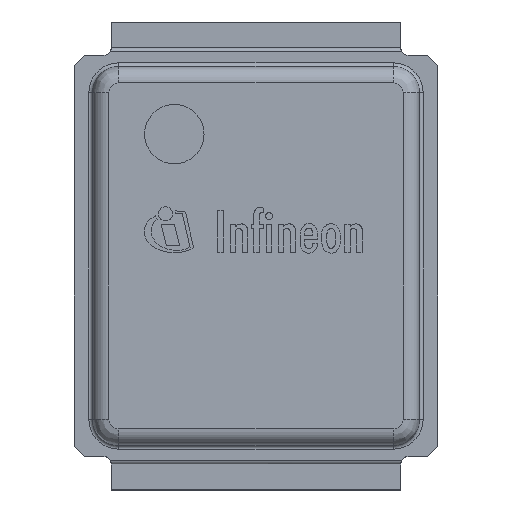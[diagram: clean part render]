
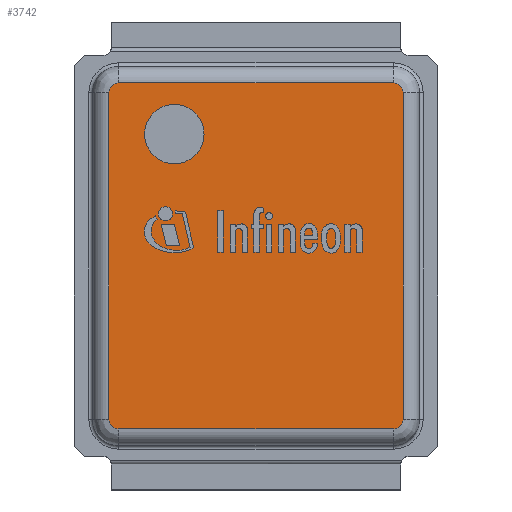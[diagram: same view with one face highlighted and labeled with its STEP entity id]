
A CAD part, top view. The second image highlights one B-rep face of the part: STEP entity #3742.
In plain terms, the highlighted planar face has unit normal (0, 0, 1).
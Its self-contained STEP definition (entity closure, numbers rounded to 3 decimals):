
#153=FACE_BOUND('',#730,.T.);
#172=CIRCLE('',#3983,0.4);
#185=CIRCLE('',#4012,0.129);
#186=CIRCLE('',#4013,0.129);
#187=CIRCLE('',#4014,0.129);
#188=CIRCLE('',#4015,0.129);
#490=FACE_OUTER_BOUND('',#729,.T.);
#729=EDGE_LOOP('',(#3209,#3210,#3211,#3212,#3213,#3214,#3215,#3216));
#730=EDGE_LOOP('',(#3217));
#1127=LINE('',#6781,#1492);
#1128=LINE('',#6785,#1493);
#1129=LINE('',#6789,#1494);
#1130=LINE('',#6793,#1495);
#1492=VECTOR('',#4843,1000.);
#1493=VECTOR('',#4846,1000.);
#1494=VECTOR('',#4849,1000.);
#1495=VECTOR('',#4852,1000.);
#1781=VERTEX_POINT('',#6643);
#1834=VERTEX_POINT('',#6779);
#1835=VERTEX_POINT('',#6780);
#1836=VERTEX_POINT('',#6782);
#1837=VERTEX_POINT('',#6784);
#1838=VERTEX_POINT('',#6786);
#1839=VERTEX_POINT('',#6788);
#1840=VERTEX_POINT('',#6790);
#1841=VERTEX_POINT('',#6792);
#2238=EDGE_CURVE('',#1781,#1781,#172,.T.);
#2305=EDGE_CURVE('',#1834,#1835,#1127,.T.);
#2306=EDGE_CURVE('',#1835,#1836,#185,.T.);
#2307=EDGE_CURVE('',#1836,#1837,#1128,.T.);
#2308=EDGE_CURVE('',#1837,#1838,#186,.T.);
#2309=EDGE_CURVE('',#1838,#1839,#1129,.T.);
#2310=EDGE_CURVE('',#1839,#1840,#187,.T.);
#2311=EDGE_CURVE('',#1840,#1841,#1130,.T.);
#2312=EDGE_CURVE('',#1841,#1834,#188,.T.);
#3209=ORIENTED_EDGE('',*,*,#2305,.T.);
#3210=ORIENTED_EDGE('',*,*,#2306,.T.);
#3211=ORIENTED_EDGE('',*,*,#2307,.T.);
#3212=ORIENTED_EDGE('',*,*,#2308,.T.);
#3213=ORIENTED_EDGE('',*,*,#2309,.T.);
#3214=ORIENTED_EDGE('',*,*,#2310,.T.);
#3215=ORIENTED_EDGE('',*,*,#2311,.T.);
#3216=ORIENTED_EDGE('',*,*,#2312,.T.);
#3217=ORIENTED_EDGE('',*,*,#2238,.F.);
#3553=PLANE('',#4011);
#3742=ADVANCED_FACE('',(#490,#153),#3553,.T.);
#3983=AXIS2_PLACEMENT_3D('',#6644,#4731,#4732);
#4011=AXIS2_PLACEMENT_3D('',#6778,#4841,#4842);
#4012=AXIS2_PLACEMENT_3D('',#6783,#4844,#4845);
#4013=AXIS2_PLACEMENT_3D('',#6787,#4847,#4848);
#4014=AXIS2_PLACEMENT_3D('',#6791,#4850,#4851);
#4015=AXIS2_PLACEMENT_3D('',#6794,#4853,#4854);
#4731=DIRECTION('center_axis',(0.,0.,1.));
#4732=DIRECTION('ref_axis',(1.,0.,0.));
#4841=DIRECTION('center_axis',(0.,0.,1.));
#4842=DIRECTION('ref_axis',(1.,0.,0.));
#4843=DIRECTION('',(-1.,0.,0.));
#4844=DIRECTION('center_axis',(0.,0.,1.));
#4845=DIRECTION('ref_axis',(1.,0.,0.));
#4846=DIRECTION('',(0.,-1.,0.));
#4847=DIRECTION('center_axis',(0.,0.,1.));
#4848=DIRECTION('ref_axis',(1.,0.,0.));
#4849=DIRECTION('',(1.,0.,0.));
#4850=DIRECTION('center_axis',(0.,0.,1.));
#4851=DIRECTION('ref_axis',(1.,0.,0.));
#4852=DIRECTION('',(0.,1.,0.));
#4853=DIRECTION('center_axis',(0.,0.,1.));
#4854=DIRECTION('ref_axis',(1.,0.,0.));
#6643=CARTESIAN_POINT('',(-0.7,1.64,0.7));
#6644=CARTESIAN_POINT('Origin',(-1.1,1.64,0.7));
#6778=CARTESIAN_POINT('Origin',(0.,0.,0.7));
#6779=CARTESIAN_POINT('',(1.85,2.329,0.7));
#6780=CARTESIAN_POINT('',(-1.85,2.329,0.7));
#6781=CARTESIAN_POINT('',(-1.85,2.329,0.7));
#6782=CARTESIAN_POINT('',(-1.979,2.2,0.7));
#6783=CARTESIAN_POINT('Origin',(-1.85,2.2,0.7));
#6784=CARTESIAN_POINT('',(-1.979,-2.2,0.7));
#6785=CARTESIAN_POINT('',(-1.979,-2.2,0.7));
#6786=CARTESIAN_POINT('',(-1.85,-2.329,0.7));
#6787=CARTESIAN_POINT('Origin',(-1.85,-2.2,0.7));
#6788=CARTESIAN_POINT('',(1.85,-2.329,0.7));
#6789=CARTESIAN_POINT('',(1.85,-2.329,0.7));
#6790=CARTESIAN_POINT('',(1.979,-2.2,0.7));
#6791=CARTESIAN_POINT('Origin',(1.85,-2.2,0.7));
#6792=CARTESIAN_POINT('',(1.979,2.2,0.7));
#6793=CARTESIAN_POINT('',(1.979,2.2,0.7));
#6794=CARTESIAN_POINT('Origin',(1.85,2.2,0.7));
